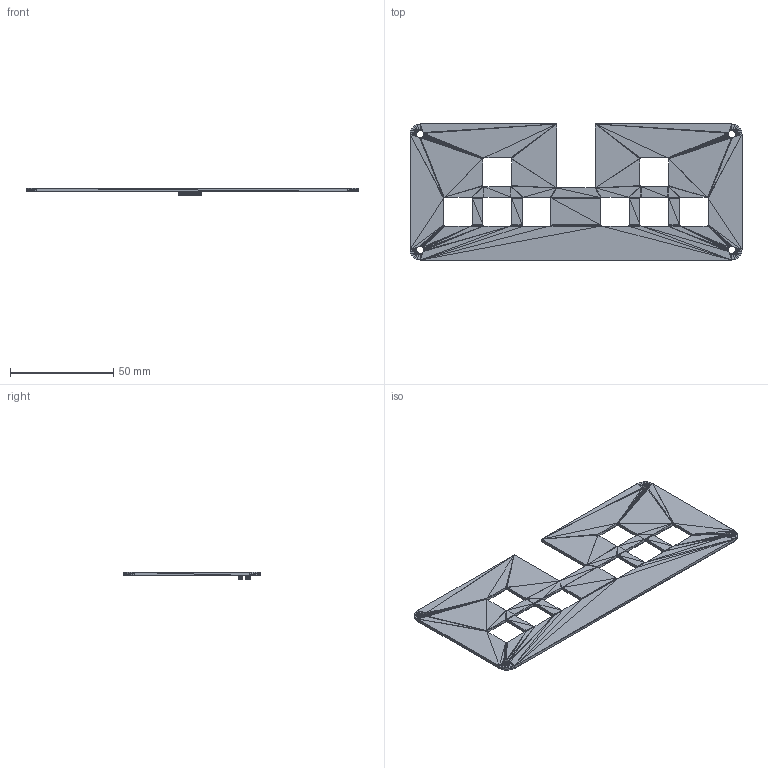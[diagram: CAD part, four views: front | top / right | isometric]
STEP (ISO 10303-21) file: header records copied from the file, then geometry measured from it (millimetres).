
FILE_DESCRIPTION((''),'2;1');
FILE_NAME('Multipad Lid (1)', '2025-11-26T03:42:57', (''), (''), 'ImageToStl.com STEP Converter','', '');
FILE_SCHEMA(('AUTOMOTIVE_DESIGN_CC2'));
Length unit declared in the file: metre
Products named in the file (1): product0
Bounding box: 161 x 66 x 3.5 mm (x, y, z)
Surface area: 18565.6 mm2 (no closed solid volume)
Topology: 0 solids, 4266 shells, 4266 faces, 12798 edges, 2111 vertices
Faces by surface type: plane 4266
Entity records: 98109 total; most frequent: DIRECTION 21332, ORIENTED_EDGE 12798, EDGE_CURVE 12798, LINE 12798, VECTOR 12798, AXIS2_PLACEMENT_3D 4267, FACE_SURFACE 4266, PLANE 4266
